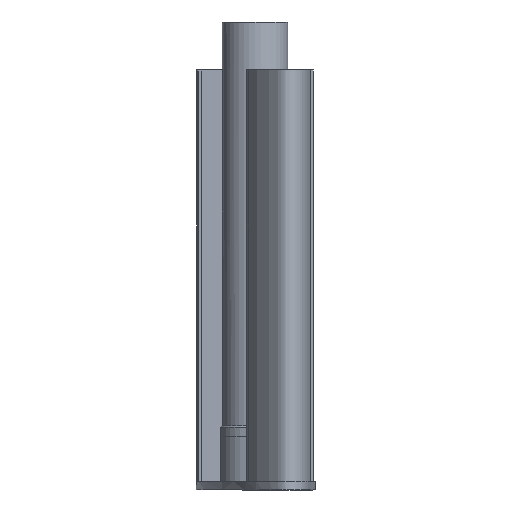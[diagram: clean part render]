
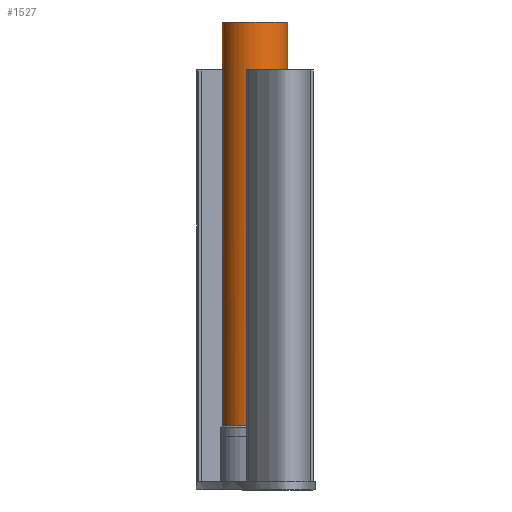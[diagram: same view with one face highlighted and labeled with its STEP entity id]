
A CAD part, left-side view. The second image highlights one B-rep face of the part: STEP entity #1527.
In plain terms, the highlighted cylindrical face has radius 11.75 mm (diameter 23.5 mm), a full revolution.
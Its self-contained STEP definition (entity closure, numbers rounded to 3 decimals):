
#156=CYLINDRICAL_SURFACE('',#1656,11.75);
#182=FACE_OUTER_BOUND('',#267,.T.);
#267=EDGE_LOOP('',(#1161,#1162,#1163,#1164,#1165,#1166,#1167,#1168,#1169,
#1170,#1171,#1172));
#392=LINE('',#2419,#531);
#393=LINE('',#2420,#532);
#394=LINE('',#2421,#533);
#395=LINE('',#2422,#534);
#396=LINE('',#2423,#535);
#531=VECTOR('',#1862,11.75);
#532=VECTOR('',#1863,10.);
#533=VECTOR('',#1864,10.);
#534=VECTOR('',#1865,10.);
#535=VECTOR('',#1866,10.);
#627=CIRCLE('',#1614,11.75);
#628=CIRCLE('',#1615,11.75);
#631=CIRCLE('',#1620,11.75);
#643=CIRCLE('',#1640,11.75);
#644=CIRCLE('',#1642,11.75);
#652=CIRCLE('',#1657,11.75);
#664=VERTEX_POINT('',#2072);
#667=VERTEX_POINT('',#2079);
#668=VERTEX_POINT('',#2083);
#671=VERTEX_POINT('',#2093);
#674=VERTEX_POINT('',#2098);
#693=VERTEX_POINT('',#2158);
#694=VERTEX_POINT('',#2159);
#702=VERTEX_POINT('',#2208);
#703=VERTEX_POINT('',#2209);
#736=VERTEX_POINT('',#2417);
#819=EDGE_CURVE('',#668,#667,#627,.T.);
#820=EDGE_CURVE('',#664,#668,#628,.T.);
#827=EDGE_CURVE('',#671,#674,#631,.T.);
#851=EDGE_CURVE('',#693,#694,#643,.T.);
#860=EDGE_CURVE('',#702,#703,#644,.T.);
#903=EDGE_CURVE('',#736,#736,#652,.T.);
#904=EDGE_CURVE('',#736,#668,#392,.T.);
#905=EDGE_CURVE('',#667,#694,#393,.T.);
#906=EDGE_CURVE('',#693,#671,#394,.T.);
#907=EDGE_CURVE('',#674,#703,#395,.T.);
#908=EDGE_CURVE('',#702,#664,#396,.T.);
#1161=ORIENTED_EDGE('',*,*,#903,.F.);
#1162=ORIENTED_EDGE('',*,*,#904,.T.);
#1163=ORIENTED_EDGE('',*,*,#819,.T.);
#1164=ORIENTED_EDGE('',*,*,#905,.T.);
#1165=ORIENTED_EDGE('',*,*,#851,.F.);
#1166=ORIENTED_EDGE('',*,*,#906,.T.);
#1167=ORIENTED_EDGE('',*,*,#827,.T.);
#1168=ORIENTED_EDGE('',*,*,#907,.T.);
#1169=ORIENTED_EDGE('',*,*,#860,.F.);
#1170=ORIENTED_EDGE('',*,*,#908,.T.);
#1171=ORIENTED_EDGE('',*,*,#820,.T.);
#1172=ORIENTED_EDGE('',*,*,#904,.F.);
#1527=ADVANCED_FACE('',(#182),#156,.T.);
#1614=AXIS2_PLACEMENT_3D('',#2084,#1729,#1730);
#1615=AXIS2_PLACEMENT_3D('',#2085,#1731,#1732);
#1620=AXIS2_PLACEMENT_3D('',#2100,#1745,#1746);
#1640=AXIS2_PLACEMENT_3D('',#2160,#1793,#1794);
#1642=AXIS2_PLACEMENT_3D('',#2210,#1802,#1803);
#1656=AXIS2_PLACEMENT_3D('',#2416,#1858,#1859);
#1657=AXIS2_PLACEMENT_3D('',#2418,#1860,#1861);
#1729=DIRECTION('center_axis',(0.,0.,1.));
#1730=DIRECTION('ref_axis',(1.,0.,0.));
#1731=DIRECTION('center_axis',(0.,0.,1.));
#1732=DIRECTION('ref_axis',(1.,0.,0.));
#1745=DIRECTION('center_axis',(0.,0.,1.));
#1746=DIRECTION('ref_axis',(1.,0.,0.));
#1793=DIRECTION('center_axis',(0.,0.,-1.));
#1794=DIRECTION('ref_axis',(-1.,0.,0.));
#1802=DIRECTION('center_axis',(0.,0.,-1.));
#1803=DIRECTION('ref_axis',(-1.,0.,0.));
#1858=DIRECTION('center_axis',(0.,0.,1.));
#1859=DIRECTION('ref_axis',(1.,0.,0.));
#1860=DIRECTION('center_axis',(0.,0.,1.));
#1861=DIRECTION('ref_axis',(-1.,0.,0.));
#1862=DIRECTION('',(0.,0.,-1.));
#1863=DIRECTION('',(0.,0.,1.));
#1864=DIRECTION('',(0.,0.,-1.));
#1865=DIRECTION('',(0.,0.,1.));
#1866=DIRECTION('',(0.,0.,-1.));
#2072=CARTESIAN_POINT('',(97.451,21.877,26.));
#2079=CARTESIAN_POINT('',(97.462,-1.532,26.));
#2083=CARTESIAN_POINT('',(86.739,10.173,26.));
#2084=CARTESIAN_POINT('Origin',(98.489,10.173,26.));
#2085=CARTESIAN_POINT('Origin',(98.489,10.173,26.));
#2093=CARTESIAN_POINT('',(98.448,-1.577,26.));
#2098=CARTESIAN_POINT('',(98.489,21.923,26.));
#2100=CARTESIAN_POINT('Origin',(98.489,10.173,26.));
#2158=CARTESIAN_POINT('',(98.448,-1.577,153.));
#2159=CARTESIAN_POINT('',(97.462,-1.532,153.));
#2160=CARTESIAN_POINT('Origin',(98.489,10.173,153.));
#2208=CARTESIAN_POINT('',(97.451,21.877,153.));
#2209=CARTESIAN_POINT('',(98.489,21.923,153.));
#2210=CARTESIAN_POINT('Origin',(98.489,10.173,153.));
#2416=CARTESIAN_POINT('Origin',(98.489,10.173,2.));
#2417=CARTESIAN_POINT('',(86.739,10.173,170.));
#2418=CARTESIAN_POINT('Origin',(98.489,10.173,170.));
#2419=CARTESIAN_POINT('',(86.739,10.173,2.));
#2420=CARTESIAN_POINT('',(97.462,-1.532,2.));
#2421=CARTESIAN_POINT('',(98.448,-1.577,2.));
#2422=CARTESIAN_POINT('',(98.489,21.923,2.));
#2423=CARTESIAN_POINT('',(97.451,21.877,2.));
